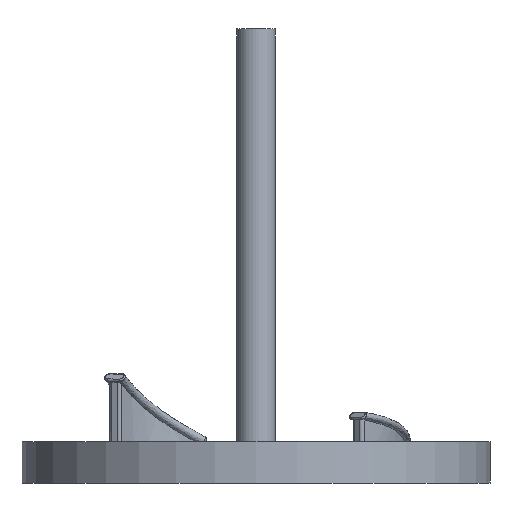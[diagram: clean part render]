
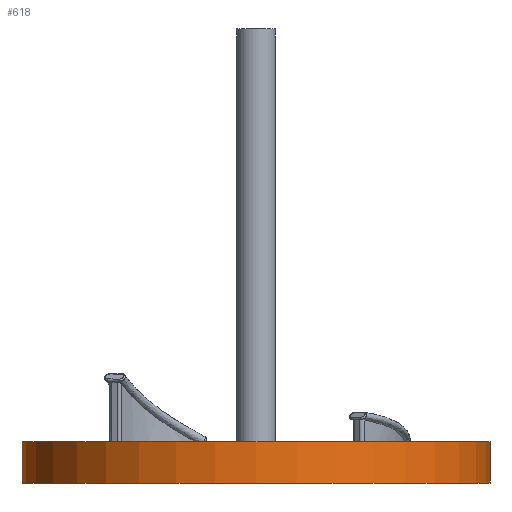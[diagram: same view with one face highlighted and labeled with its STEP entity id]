
A CAD part, front view. The second image highlights one B-rep face of the part: STEP entity #618.
In plain terms, the highlighted cylindrical face has radius 18 mm (diameter 36 mm), a partial arc.
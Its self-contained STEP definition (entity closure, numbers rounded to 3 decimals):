
#45 = DIRECTION ( 'NONE',  ( 0., 0., 1. ) ) ;
#57 = CARTESIAN_POINT ( 'NONE',  ( 18., 0., -3.175 ) ) ;
#75 = CARTESIAN_POINT ( 'NONE',  ( 0., 0., 0. ) ) ;
#77 = FACE_OUTER_BOUND ( 'NONE', #1466, .T. ) ;
#133 = VERTEX_POINT ( 'NONE', #57 ) ;
#214 = AXIS2_PLACEMENT_3D ( 'NONE', #1416, #284, #1464 ) ;
#284 = DIRECTION ( 'NONE',  ( 0., 0., 1. ) ) ;
#494 = ORIENTED_EDGE ( 'NONE', *, *, #846, .T. ) ;
#556 = VECTOR ( 'NONE', #2179, 1000. ) ;
#618 = ADVANCED_FACE ( 'NONE', ( #77 ), #744, .T. ) ;
#728 = VERTEX_POINT ( 'NONE', #870 ) ;
#744 = CYLINDRICAL_SURFACE ( 'NONE', #214, 18. ) ;
#846 = EDGE_CURVE ( 'NONE', #133, #728, #1545, .T. ) ;
#860 = CARTESIAN_POINT ( 'NONE',  ( -18., 0., -3.175 ) ) ;
#870 = CARTESIAN_POINT ( 'NONE',  ( 18., 0., 0. ) ) ;
#1005 = ORIENTED_EDGE ( 'NONE', *, *, #1524, .F. ) ;
#1012 = ORIENTED_EDGE ( 'NONE', *, *, #1488, .T. ) ;
#1118 = CARTESIAN_POINT ( 'NONE',  ( -18., 0., -3.175 ) ) ;
#1122 = ORIENTED_EDGE ( 'NONE', *, *, #2087, .F. ) ;
#1212 = DIRECTION ( 'NONE',  ( 0., 0., 1. ) ) ;
#1240 = DIRECTION ( 'NONE',  ( 1., 0., 0. ) ) ;
#1371 = CARTESIAN_POINT ( 'NONE',  ( 0., 0., -3.175 ) ) ;
#1373 = CIRCLE ( 'NONE', #2163, 18. ) ;
#1381 = LINE ( 'NONE', #860, #1834 ) ;
#1416 = CARTESIAN_POINT ( 'NONE',  ( 0., 0., -3.175 ) ) ;
#1464 = DIRECTION ( 'NONE',  ( 1., 0., 0. ) ) ;
#1466 = EDGE_LOOP ( 'NONE', ( #1005, #1012, #494, #1122 ) ) ;
#1488 = EDGE_CURVE ( 'NONE', #1724, #133, #1555, .T. ) ;
#1524 = EDGE_CURVE ( 'NONE', #1724, #1684, #1381, .T. ) ;
#1529 = CARTESIAN_POINT ( 'NONE',  ( -18., 0., 0. ) ) ;
#1545 = LINE ( 'NONE', #1698, #556 ) ;
#1555 = CIRCLE ( 'NONE', #1981, 18. ) ;
#1564 = DIRECTION ( 'NONE',  ( 1., 0., 0. ) ) ;
#1684 = VERTEX_POINT ( 'NONE', #1529 ) ;
#1698 = CARTESIAN_POINT ( 'NONE',  ( 18., 0., -3.175 ) ) ;
#1724 = VERTEX_POINT ( 'NONE', #1118 ) ;
#1732 = DIRECTION ( 'NONE',  ( 0., 0., 1. ) ) ;
#1834 = VECTOR ( 'NONE', #1212, 1000. ) ;
#1981 = AXIS2_PLACEMENT_3D ( 'NONE', #1371, #45, #1240 ) ;
#2087 = EDGE_CURVE ( 'NONE', #1684, #728, #1373, .T. ) ;
#2163 = AXIS2_PLACEMENT_3D ( 'NONE', #75, #1732, #1564 ) ;
#2179 = DIRECTION ( 'NONE',  ( 0., 0., 1. ) ) ;
